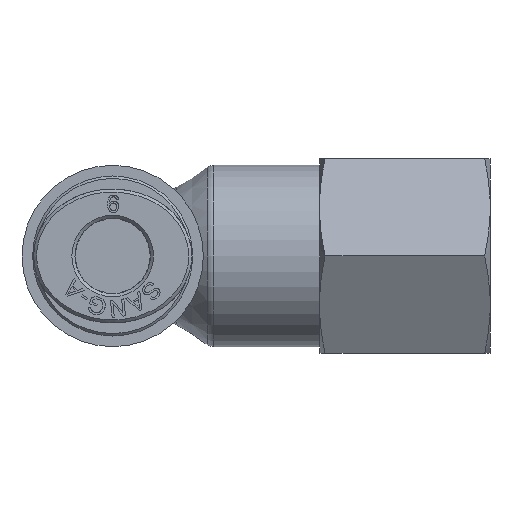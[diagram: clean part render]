
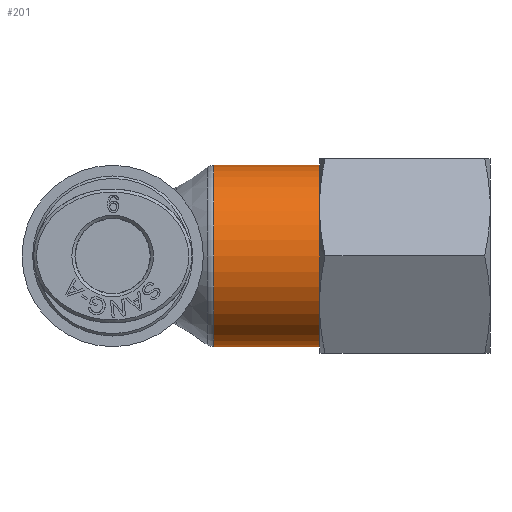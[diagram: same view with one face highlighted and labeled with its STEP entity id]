
A CAD part, left-side view. The second image highlights one B-rep face of the part: STEP entity #201.
In plain terms, the highlighted cylindrical face has radius 7.45 mm (diameter 14.9 mm), a full revolution.
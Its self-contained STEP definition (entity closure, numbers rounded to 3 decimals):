
#123=CARTESIAN_POINT('',(7.45,-8.296,0.));
#124=VERTEX_POINT('',#123);
#125=CARTESIAN_POINT('',(0.,-8.296,0.0));
#126=DIRECTION('',(0.0,1.0,0.0));
#127=DIRECTION('',(-1.0,0.0,0.0));
#128=AXIS2_PLACEMENT_3D('',#125,#126,#127);
#129=CIRCLE('',#128,7.45);
#130=EDGE_CURVE('',#124,#124,#129,.T.);
#182=CARTESIAN_POINT('',(0.,-12.5,0.0));
#183=DIRECTION('',(0.,-1.0,0.0));
#184=DIRECTION('',(1.0,0.0,0.0));
#185=AXIS2_PLACEMENT_3D('',#182,#183,#184);
#186=CYLINDRICAL_SURFACE('',#185,7.45);
#187=CARTESIAN_POINT('',(7.45,-17.0,0.0));
#188=VERTEX_POINT('',#187);
#189=CARTESIAN_POINT('',(0.,-17.,0.0));
#190=DIRECTION('',(0.0,-1.0,0.0));
#191=DIRECTION('',(1.0,0.0,0.0));
#192=AXIS2_PLACEMENT_3D('',#189,#190,#191);
#193=CIRCLE('',#192,7.45);
#194=EDGE_CURVE('',#188,#188,#193,.T.);
#195=ORIENTED_EDGE('',*,*,#194,.F.);
#196=EDGE_LOOP('',(#195));
#197=FACE_OUTER_BOUND('',#196,.T.);
#198=ORIENTED_EDGE('',*,*,#130,.F.);
#199=EDGE_LOOP('',(#198));
#200=FACE_BOUND('',#199,.T.);
#201=ADVANCED_FACE('',(#197,#200),#186,.T.);
